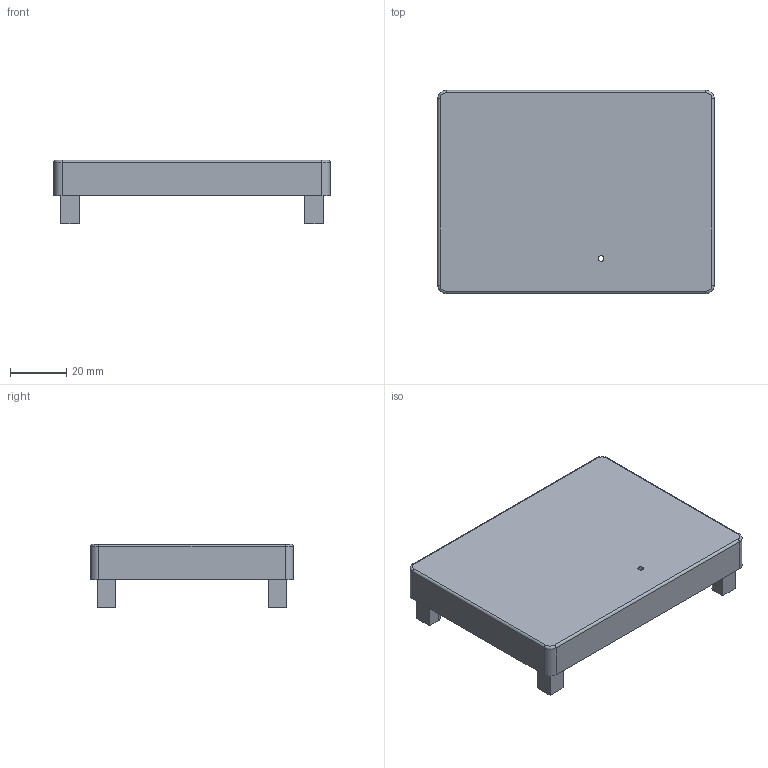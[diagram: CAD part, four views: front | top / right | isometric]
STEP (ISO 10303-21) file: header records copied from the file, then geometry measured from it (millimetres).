
FILE_DESCRIPTION(/* description */ ('STEP AP242','CAx-IF Rec.Pracs.---Representation and Presentation of Product Manufacturing Information (PMI)---4.0---2014-10-13','CAx-IF Rec.Pracs.---3D Tessellated Geometry---0.4---2014-09-14','2;1'),/* implementation_level */ '2;1');
FILE_NAME(/* name */ '63bc3c6dd449060862c1c378',/* time_stamp */ '2023-01-09T16:10:22+00:00',/* author */ (''),/* organization */ (''),/* preprocessor_version */ 'ST-DEVELOPER v18.102',/* originating_system */ ' ',/* authorisation */ ' ');
FILE_SCHEMA (('AP242_MANAGED_MODEL_BASED_3D_ENGINEERING_MIM_LF { 1 0 10303 442 1 1 4 }'));
Length unit declared in the file: metre
Products named in the file (1): Top
Bounding box: 98 x 72 x 22.5 mm (x, y, z)
Volume: 24321.3 mm3; surface area: 22414.1 mm2
Topology: 1 solids, 1 shells, 67 faces, 175 edges, 114 vertices
Faces by surface type: plane 38, cylinder 25, torus 4
Full cylindrical faces by diameter (mm): 2 x1, 2.3 x4
Entity records: 2060 total; most frequent: DIRECTION 360, CARTESIAN_POINT 352, ORIENTED_EDGE 340, EDGE_CURVE 170, AXIS2_PLACEMENT_3D 122, LINE 116, VECTOR 116, VERTEX_POINT 114
